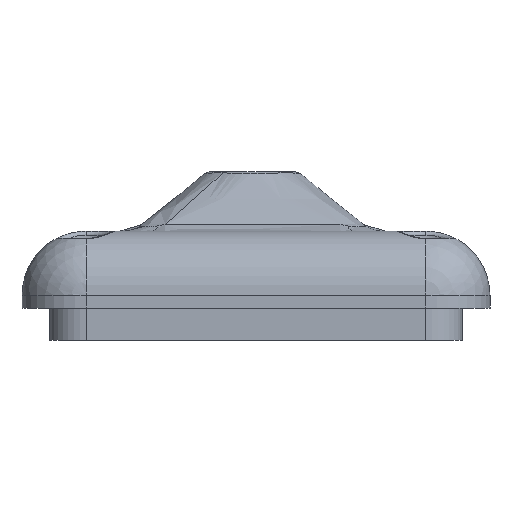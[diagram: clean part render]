
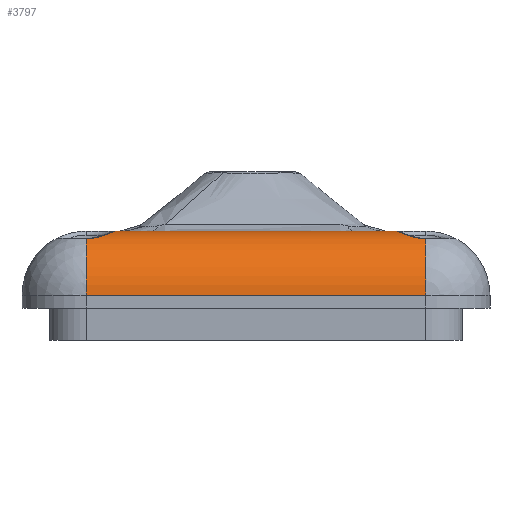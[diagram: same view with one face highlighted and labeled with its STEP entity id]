
A CAD part, front view. The second image highlights one B-rep face of the part: STEP entity #3797.
In plain terms, the highlighted cylindrical face has radius 5 mm (diameter 10 mm), a partial arc.
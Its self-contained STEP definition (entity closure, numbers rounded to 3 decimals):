
#94 = CARTESIAN_POINT ( 'NONE',  ( 13.53, -30., 12.4 ) ) ;
#257 = B_SPLINE_CURVE_WITH_KNOTS ( 'NONE', 3,
 ( #4497, #5022, #481, #2510, #4531, #3570, #6054, #5589, #1047, #2010, #2407, #6543, #1581, #2643, #1119, #1177 ),
 .UNSPECIFIED., .F., .F.,
 ( 4, 2, 2, 2, 2, 2, 2, 4 ),
 ( 0., 0., 0.001, 0.002, 0.002, 0.003, 0.003, 0.004 ),
 .UNSPECIFIED. ) ;
#322 = CARTESIAN_POINT ( 'NONE',  ( -11.016, -31.021, 17.297 ) ) ;
#373 = ORIENTED_EDGE ( 'NONE', *, *, #3846, .F. ) ;
#481 = CARTESIAN_POINT ( 'NONE',  ( 13.228, -32.324, 16.827 ) ) ;
#787 = CARTESIAN_POINT ( 'NONE',  ( -11.235, -31.405, 17.2 ) ) ;
#819 = CARTESIAN_POINT ( 'NONE',  ( -11.324, -31.524, 17.163 ) ) ;
#942 = AXIS2_PLACEMENT_3D ( 'NONE', #94, #2083, #1585 ) ;
#1047 = CARTESIAN_POINT ( 'NONE',  ( 11.765, -31.406, 17.2 ) ) ;
#1119 = CARTESIAN_POINT ( 'NONE',  ( 11.33, -30.152, 17.4 ) ) ;
#1157 = EDGE_CURVE ( 'NONE', #2727, #3893, #5675, .T. ) ;
#1177 = CARTESIAN_POINT ( 'NONE',  ( 11.33, -30., 17.4 ) ) ;
#1313 = ORIENTED_EDGE ( 'NONE', *, *, #3211, .T. ) ;
#1320 = CARTESIAN_POINT ( 'NONE',  ( -11.619, -31.847, 17.052 ) ) ;
#1353 = CARTESIAN_POINT ( 'NONE',  ( -10.8, -30.152, 17.4 ) ) ;
#1416 = DIRECTION ( 'NONE',  ( 0., 0., -1. ) ) ;
#1480 = DIRECTION ( 'NONE',  ( 1., 0., 0. ) ) ;
#1519 = ORIENTED_EDGE ( 'NONE', *, *, #3620, .F. ) ;
#1581 = CARTESIAN_POINT ( 'NONE',  ( 11.399, -30.599, 17.366 ) ) ;
#1585 = DIRECTION ( 'NONE',  ( 0., 1., 0. ) ) ;
#1665 = DIRECTION ( 'NONE',  ( 1., 0., 0. ) ) ;
#1748 = DIRECTION ( 'NONE',  ( 0., 1., 0. ) ) ;
#1844 = VERTEX_POINT ( 'NONE', #3393 ) ;
#1978 = CARTESIAN_POINT ( 'NONE',  ( 13.53, -32.34, 16.818 ) ) ;
#2010 = CARTESIAN_POINT ( 'NONE',  ( 11.611, -31.154, 17.267 ) ) ;
#2083 = DIRECTION ( 'NONE',  ( 1., 0., 0. ) ) ;
#2259 = CARTESIAN_POINT ( 'NONE',  ( -13., -35., 12.4 ) ) ;
#2316 = CARTESIAN_POINT ( 'NONE',  ( -12.698, -32.324, 16.827 ) ) ;
#2327 = EDGE_CURVE ( 'NONE', #1844, #5278, #6122, .T. ) ;
#2407 = CARTESIAN_POINT ( 'NONE',  ( 11.546, -31.022, 17.296 ) ) ;
#2476 = ORIENTED_EDGE ( 'NONE', *, *, #1157, .F. ) ;
#2510 = CARTESIAN_POINT ( 'NONE',  ( 12.936, -32.259, 16.861 ) ) ;
#2643 = CARTESIAN_POINT ( 'NONE',  ( 11.344, -30.303, 17.393 ) ) ;
#2727 = VERTEX_POINT ( 'NONE', #3815 ) ;
#2841 = ORIENTED_EDGE ( 'NONE', *, *, #2327, .T. ) ;
#2843 = CARTESIAN_POINT ( 'NONE',  ( -12.261, -32.21, 16.886 ) ) ;
#2961 = AXIS2_PLACEMENT_3D ( 'NONE', #6020, #1480, #1416 ) ;
#3211 = EDGE_CURVE ( 'NONE', #3638, #3893, #257, .T. ) ;
#3346 = CARTESIAN_POINT ( 'NONE',  ( -11.86, -32.025, 16.973 ) ) ;
#3367 = EDGE_CURVE ( 'NONE', #2727, #1844, #3977, .T. ) ;
#3393 = CARTESIAN_POINT ( 'NONE',  ( -13., -32.34, 16.818 ) ) ;
#3399 = CARTESIAN_POINT ( 'NONE',  ( -13., -30., 12.4 ) ) ;
#3570 = CARTESIAN_POINT ( 'NONE',  ( 12.389, -32.025, 16.973 ) ) ;
#3620 = EDGE_CURVE ( 'NONE', #5909, #5278, #4863, .T. ) ;
#3638 = VERTEX_POINT ( 'NONE', #1978 ) ;
#3744 = DIRECTION ( 'NONE',  ( -1., 0., 0. ) ) ;
#3797 = ADVANCED_FACE ( 'NONE', ( #5954 ), #3996, .T. ) ;
#3815 = CARTESIAN_POINT ( 'NONE',  ( -10.8, -30., 17.4 ) ) ;
#3837 = CARTESIAN_POINT ( 'NONE',  ( -10.814, -30.302, 17.393 ) ) ;
#3846 = EDGE_CURVE ( 'NONE', #3638, #5909, #5709, .T. ) ;
#3893 = VERTEX_POINT ( 'NONE', #6188 ) ;
#3977 = B_SPLINE_CURVE_WITH_KNOTS ( 'NONE', 3,
 ( #5893, #1353, #3837, #5859, #4871, #322, #5334, #787, #819, #1320, #3346, #2843, #4839, #2316, #6351, #6228 ),
 .UNSPECIFIED., .F., .F.,
 ( 4, 2, 2, 2, 2, 2, 2, 4 ),
 ( 0., 0., 0.001, 0.001, 0.002, 0.003, 0.003, 0.004 ),
 .UNSPECIFIED. ) ;
#3996 = CYLINDRICAL_SURFACE ( 'NONE', #2961, 5. ) ;
#4113 = AXIS2_PLACEMENT_3D ( 'NONE', #3399, #5912, #1748 ) ;
#4162 = CARTESIAN_POINT ( 'NONE',  ( 13.53, -35., 12.4 ) ) ;
#4315 = ORIENTED_EDGE ( 'NONE', *, *, #3367, .T. ) ;
#4467 = VECTOR ( 'NONE', #3744, 1000. ) ;
#4497 = CARTESIAN_POINT ( 'NONE',  ( 13.53, -32.34, 16.818 ) ) ;
#4531 = CARTESIAN_POINT ( 'NONE',  ( 12.793, -32.211, 16.885 ) ) ;
#4626 = CARTESIAN_POINT ( 'NONE',  ( 13.53, -30., 17.4 ) ) ;
#4839 = CARTESIAN_POINT ( 'NONE',  ( -12.404, -32.259, 16.861 ) ) ;
#4863 = LINE ( 'NONE', #6412, #4467 ) ;
#4871 = CARTESIAN_POINT ( 'NONE',  ( -10.909, -30.743, 17.346 ) ) ;
#4963 = EDGE_LOOP ( 'NONE', ( #2476, #4315, #2841, #1519, #373, #1313 ) ) ;
#5022 = CARTESIAN_POINT ( 'NONE',  ( 13.377, -32.34, 16.818 ) ) ;
#5278 = VERTEX_POINT ( 'NONE', #2259 ) ;
#5334 = CARTESIAN_POINT ( 'NONE',  ( -11.081, -31.154, 17.267 ) ) ;
#5589 = CARTESIAN_POINT ( 'NONE',  ( 11.854, -31.524, 17.163 ) ) ;
#5675 = LINE ( 'NONE', #4626, #6194 ) ;
#5709 = CIRCLE ( 'NONE', #942, 5. ) ;
#5859 = CARTESIAN_POINT ( 'NONE',  ( -10.868, -30.597, 17.366 ) ) ;
#5893 = CARTESIAN_POINT ( 'NONE',  ( -10.8, -30., 17.4 ) ) ;
#5909 = VERTEX_POINT ( 'NONE', #4162 ) ;
#5912 = DIRECTION ( 'NONE',  ( 1., 0., 0. ) ) ;
#5954 = FACE_OUTER_BOUND ( 'NONE', #4963, .T. ) ;
#6020 = CARTESIAN_POINT ( 'NONE',  ( 13.53, -30., 12.4 ) ) ;
#6054 = CARTESIAN_POINT ( 'NONE',  ( 12.149, -31.847, 17.052 ) ) ;
#6122 = CIRCLE ( 'NONE', #4113, 5. ) ;
#6188 = CARTESIAN_POINT ( 'NONE',  ( 11.33, -30., 17.4 ) ) ;
#6194 = VECTOR ( 'NONE', #1665, 1000. ) ;
#6228 = CARTESIAN_POINT ( 'NONE',  ( -13., -32.34, 16.818 ) ) ;
#6351 = CARTESIAN_POINT ( 'NONE',  ( -12.847, -32.34, 16.818 ) ) ;
#6412 = CARTESIAN_POINT ( 'NONE',  ( -13., -35., 12.4 ) ) ;
#6543 = CARTESIAN_POINT ( 'NONE',  ( 11.44, -30.745, 17.346 ) ) ;
